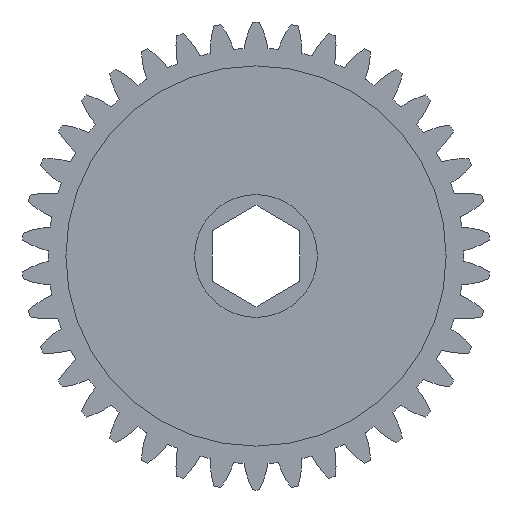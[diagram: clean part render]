
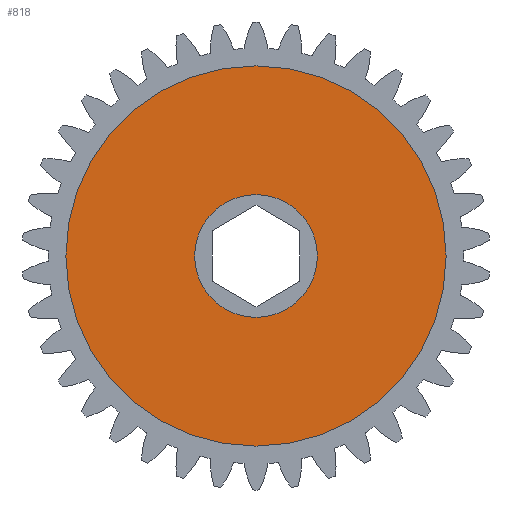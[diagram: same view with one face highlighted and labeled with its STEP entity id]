
A CAD part, left-side view. The second image highlights one B-rep face of the part: STEP entity #818.
In plain terms, the highlighted planar face has unit normal (-1, 0, 0).
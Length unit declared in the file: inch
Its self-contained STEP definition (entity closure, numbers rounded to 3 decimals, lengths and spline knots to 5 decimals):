
#249 = DIRECTION ( 'NONE',  ( 0., 0., -1. ) ) ;
#260 = DIRECTION ( 'NONE',  ( 1., 0., 0. ) ) ;
#263 = CARTESIAN_POINT ( 'NONE',  ( 0.1375, 0., 0. ) ) ;
#818 = ADVANCED_FACE ( 'NONE', ( #2177, #2100 ), #1118, .F. ) ;
#1000 = DIRECTION ( 'NONE',  ( 0., 0., -1. ) ) ;
#1021 = CARTESIAN_POINT ( 'NONE',  ( 0.1375, 0., 0. ) ) ;
#1091 = DIRECTION ( 'NONE',  ( 1., 0., 0. ) ) ;
#1118 = PLANE ( 'NONE',  #2337 ) ;
#1127 = VERTEX_POINT ( 'NONE', #1406 ) ;
#1179 = CIRCLE ( 'NONE', #4236, 0.8125 ) ;
#1190 = VERTEX_POINT ( 'NONE', #6093 ) ;
#1195 = EDGE_LOOP ( 'NONE', ( #3819, #3898 ) ) ;
#1406 = CARTESIAN_POINT ( 'NONE',  ( 0.1375, 0., 0.8125 ) ) ;
#1453 = DIRECTION ( 'NONE',  ( 0., 0., -1. ) ) ;
#1482 = DIRECTION ( 'NONE',  ( 1., 0., 0. ) ) ;
#1484 = CARTESIAN_POINT ( 'NONE',  ( 0.1375, 0., 0. ) ) ;
#1988 = DIRECTION ( 'NONE',  ( 0., 0., -1. ) ) ;
#1995 = DIRECTION ( 'NONE',  ( 1., 0., 0. ) ) ;
#1997 = CARTESIAN_POINT ( 'NONE',  ( 0.1375, 0., 0. ) ) ;
#2100 = FACE_BOUND ( 'NONE', #1195, .T. ) ;
#2177 = FACE_OUTER_BOUND ( 'NONE', #5399, .T. ) ;
#2337 = AXIS2_PLACEMENT_3D ( 'NONE', #1021, #1091, #1000 ) ;
#3095 = DIRECTION ( 'NONE',  ( 0., 0., -1. ) ) ;
#3113 = DIRECTION ( 'NONE',  ( 1., 0., 0. ) ) ;
#3159 = CARTESIAN_POINT ( 'NONE',  ( 0.1375, 0., 0. ) ) ;
#3601 = ORIENTED_EDGE ( 'NONE', *, *, #4735, .F. ) ;
#3615 = ORIENTED_EDGE ( 'NONE', *, *, #4794, .F. ) ;
#3663 = CIRCLE ( 'NONE', #4377, 0.2625 ) ;
#3819 = ORIENTED_EDGE ( 'NONE', *, *, #4609, .T. ) ;
#3898 = ORIENTED_EDGE ( 'NONE', *, *, #4980, .T. ) ;
#4029 = AXIS2_PLACEMENT_3D ( 'NONE', #263, #260, #249 ) ;
#4171 = AXIS2_PLACEMENT_3D ( 'NONE', #1484, #1482, #1453 ) ;
#4233 = CARTESIAN_POINT ( 'NONE',  ( 0.1375, 0., 0.2625 ) ) ;
#4236 = AXIS2_PLACEMENT_3D ( 'NONE', #1997, #1995, #1988 ) ;
#4372 = VERTEX_POINT ( 'NONE', #5448 ) ;
#4377 = AXIS2_PLACEMENT_3D ( 'NONE', #3159, #3113, #3095 ) ;
#4609 = EDGE_CURVE ( 'NONE', #1190, #5503, #3663, .T. ) ;
#4735 = EDGE_CURVE ( 'NONE', #1127, #4372, #1179, .T. ) ;
#4794 = EDGE_CURVE ( 'NONE', #4372, #1127, #5063, .T. ) ;
#4980 = EDGE_CURVE ( 'NONE', #5503, #1190, #5586, .T. ) ;
#5063 = CIRCLE ( 'NONE', #4171, 0.8125 ) ;
#5399 = EDGE_LOOP ( 'NONE', ( #3601, #3615 ) ) ;
#5448 = CARTESIAN_POINT ( 'NONE',  ( 0.1375, 0., -0.8125 ) ) ;
#5503 = VERTEX_POINT ( 'NONE', #4233 ) ;
#5586 = CIRCLE ( 'NONE', #4029, 0.2625 ) ;
#6093 = CARTESIAN_POINT ( 'NONE',  ( 0.1375, 0., -0.2625 ) ) ;
